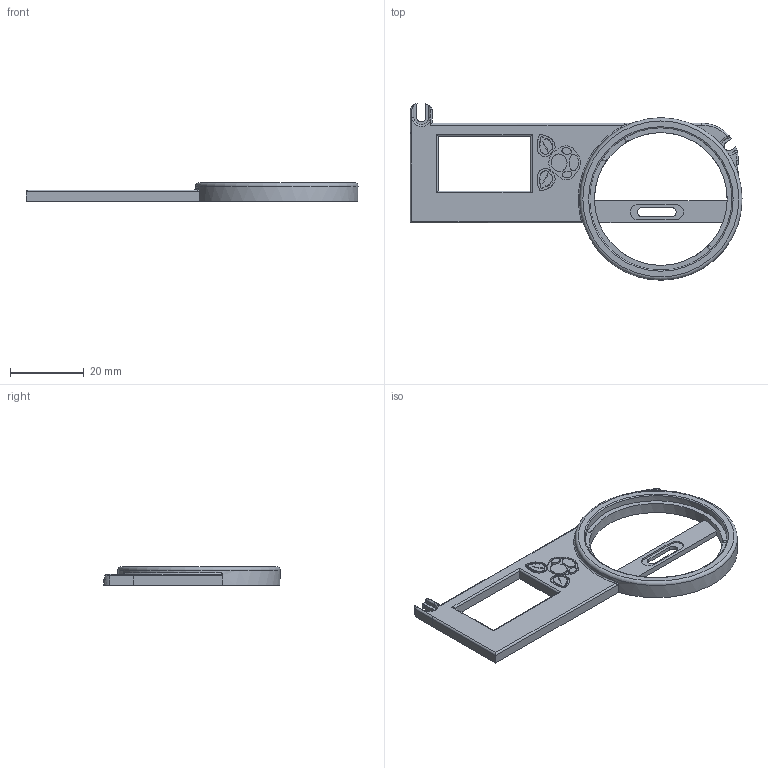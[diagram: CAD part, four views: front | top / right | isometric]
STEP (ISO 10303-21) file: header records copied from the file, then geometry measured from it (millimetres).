
FILE_DESCRIPTION(/* description */ (''),/* implementation_level */ '2;1');
FILE_NAME(/* name */ 'cirque_40mm_OLED_RH v29.step',/* time_stamp */ '2024-03-07T15:24:48-05:00',/* author */ (''),/* organization */ (''),/* preprocessor_version */ 'ST-DEVELOPER v20',/* originating_system */ 'Autodesk Translation Framework v12.20.1.177',/* authorisation */ '');
FILE_SCHEMA (('AUTOMOTIVE_DESIGN { 1 0 10303 214 3 1 1 }'));
Length unit declared in the file: millimetre
Products named in the file (1): cirque_40mm_OLED_RH
Bounding box: 90 x 47.79 x 4.95 mm (x, y, z)
Volume: 5402.6 mm3; surface area: 5353.8 mm2
Topology: 1 solids, 1 shells, 174 faces, 462 edges, 300 vertices
Faces by surface type: bspline 80, plane 48, cylinder 35, torus 9, sphere 2
Full cylindrical faces by diameter (mm): 36 x1, 38.6 x1, 44 x1
Entity records: 5891 total; most frequent: CARTESIAN_POINT 2256, ORIENTED_EDGE 924, DIRECTION 565, EDGE_CURVE 462, VERTEX_POINT 300, LINE 197, VECTOR 197, EDGE_LOOP 192
